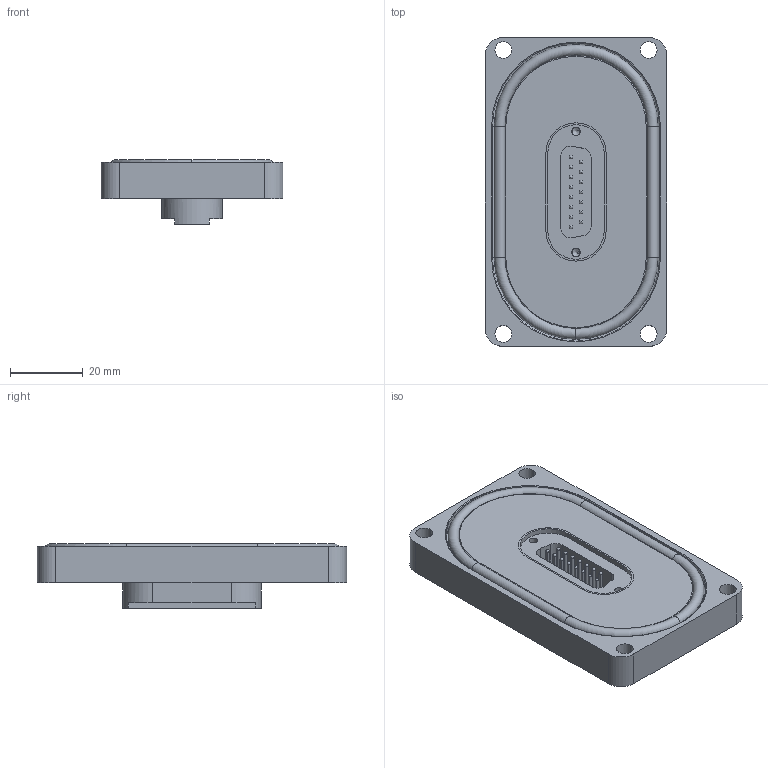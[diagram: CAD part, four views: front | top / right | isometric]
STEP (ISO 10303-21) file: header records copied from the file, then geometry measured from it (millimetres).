
FILE_DESCRIPTION (( 'STEP AP214' ), '1' );
FILE_NAME ('215-BP-D15.STEP', '2019-03-20T12:40:29', ( 'allectra' ), ( 'Microsoft' ), 'SwSTEP 2.0', 'SolidWorks 2014', '' );
FILE_SCHEMA (( 'AUTOMOTIVE_DESIGN' ));
Length unit declared in the file: millimetre
Products named in the file (6): 9218-D9-37-SS_15pin 1mm beschr. allectra; 9215-BP-1_9215-BP-D15; 215-BP-D15; 370-VIT-61X3_BP-Flange; 218-D9-37-SS_218-D15-SS; 9210-PIN-FENI_Pin vergoldet
Assembly tree (19 placements, depth 3):
  215-BP-D15
    9215-BP-1_9215-BP-D15
    218-D9-37-SS_218-D15-SS
      9218-D9-37-SS_15pin 1mm beschr. allectra
      9210-PIN-FENI_Pin vergoldet  x15
    370-VIT-61X3_BP-Flange
Bounding box: 50 x 85 x 17.73 mm (x, y, z)
Volume: 41853.7 mm3; surface area: 18754.7 mm2
Topology: 18 solids, 18 shells, 389 faces, 1049 edges, 684 vertices
Faces by surface type: plane 156, cylinder 154, sphere 30, bspline 27, torus 14, cone 8
Entity records: 12303 total; most frequent: CARTESIAN_POINT 3562, DIRECTION 1743, ORIENTED_EDGE 1734, EDGE_CURVE 867, AXIS2_PLACEMENT_3D 601, VERTEX_POINT 568, LINE 541, VECTOR 541
